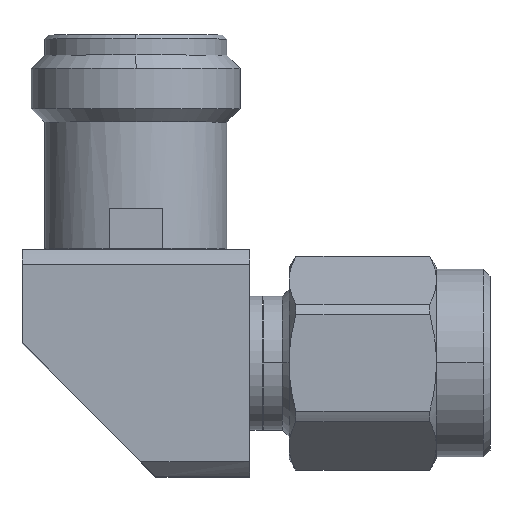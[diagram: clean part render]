
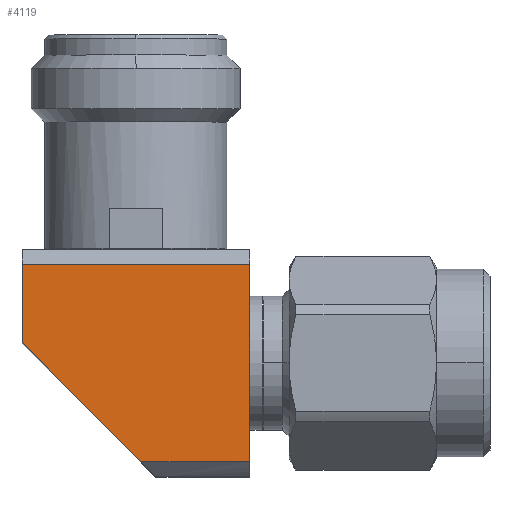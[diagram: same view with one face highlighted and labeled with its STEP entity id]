
A CAD part, top view. The second image highlights one B-rep face of the part: STEP entity #4119.
In plain terms, the highlighted planar face has unit normal (0, 0, 1).
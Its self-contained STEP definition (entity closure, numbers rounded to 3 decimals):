
#191 = VECTOR ( 'NONE', #4138, 1000. ) ;
#298 = VECTOR ( 'NONE', #913, 1000. ) ;
#603 = VERTEX_POINT ( 'NONE', #4720 ) ;
#708 = ORIENTED_EDGE ( 'NONE', *, *, #4274, .T. ) ;
#913 = DIRECTION ( 'NONE',  ( 1., 0., 0. ) ) ;
#939 = CARTESIAN_POINT ( 'NONE',  ( -8.5, 1.5, 8.5 ) ) ;
#997 = VERTEX_POINT ( 'NONE', #3647 ) ;
#1066 = CARTESIAN_POINT ( 'NONE',  ( 8.5, -7.37, 8.5 ) ) ;
#1133 = CARTESIAN_POINT ( 'NONE',  ( 8.5, -8.5, 8.5 ) ) ;
#1154 = LINE ( 'NONE', #1133, #1803 ) ;
#1198 = LINE ( 'NONE', #4539, #191 ) ;
#1215 = VERTEX_POINT ( 'NONE', #2589 ) ;
#1476 = EDGE_LOOP ( 'NONE', ( #4524, #708, #4515, #2423, #3095 ) ) ;
#1481 = DIRECTION ( 'NONE',  ( 0., 0., 1. ) ) ;
#1557 = AXIS2_PLACEMENT_3D ( 'NONE', #4719, #1481, #3654 ) ;
#1758 = LINE ( 'NONE', #939, #3274 ) ;
#1803 = VECTOR ( 'NONE', #2950, 1000. ) ;
#2055 = EDGE_CURVE ( 'NONE', #603, #3616, #1154, .T. ) ;
#2331 = VERTEX_POINT ( 'NONE', #4315 ) ;
#2423 = ORIENTED_EDGE ( 'NONE', *, *, #2688, .F. ) ;
#2522 = DIRECTION ( 'NONE',  ( 0.707, -0.707, 0. ) ) ;
#2589 = CARTESIAN_POINT ( 'NONE',  ( -8.5, 7.37, 8.5 ) ) ;
#2688 = EDGE_CURVE ( 'NONE', #1215, #603, #3905, .T. ) ;
#2849 = CARTESIAN_POINT ( 'NONE',  ( -8.5, 8.5, 8.5 ) ) ;
#2950 = DIRECTION ( 'NONE',  ( 0., -1., 0. ) ) ;
#2983 = VECTOR ( 'NONE', #3244, 1000. ) ;
#2999 = LINE ( 'NONE', #2849, #2983 ) ;
#3095 = ORIENTED_EDGE ( 'NONE', *, *, #3190, .F. ) ;
#3190 = EDGE_CURVE ( 'NONE', #997, #1215, #2999, .T. ) ;
#3244 = DIRECTION ( 'NONE',  ( 0., 1., 0. ) ) ;
#3274 = VECTOR ( 'NONE', #2522, 1000. ) ;
#3316 = FACE_OUTER_BOUND ( 'NONE', #1476, .T. ) ;
#3402 = EDGE_CURVE ( 'NONE', #997, #2331, #1758, .T. ) ;
#3616 = VERTEX_POINT ( 'NONE', #1066 ) ;
#3647 = CARTESIAN_POINT ( 'NONE',  ( -8.5, 1.5, 8.5 ) ) ;
#3654 = DIRECTION ( 'NONE',  ( 1., 0., 0. ) ) ;
#3877 = CARTESIAN_POINT ( 'NONE',  ( -8.5, 7.37, 8.5 ) ) ;
#3905 = LINE ( 'NONE', #3877, #298 ) ;
#4002 = PLANE ( 'NONE',  #1557 ) ;
#4119 = ADVANCED_FACE ( 'NONE', ( #3316 ), #4002, .T. ) ;
#4138 = DIRECTION ( 'NONE',  ( 1., 0., 0. ) ) ;
#4274 = EDGE_CURVE ( 'NONE', #2331, #3616, #1198, .T. ) ;
#4315 = CARTESIAN_POINT ( 'NONE',  ( 0.37, -7.37, 8.5 ) ) ;
#4515 = ORIENTED_EDGE ( 'NONE', *, *, #2055, .F. ) ;
#4524 = ORIENTED_EDGE ( 'NONE', *, *, #3402, .T. ) ;
#4539 = CARTESIAN_POINT ( 'NONE',  ( 0., -7.37, 8.5 ) ) ;
#4719 = CARTESIAN_POINT ( 'NONE',  ( 0., 0., 8.5 ) ) ;
#4720 = CARTESIAN_POINT ( 'NONE',  ( 8.5, 7.37, 8.5 ) ) ;
